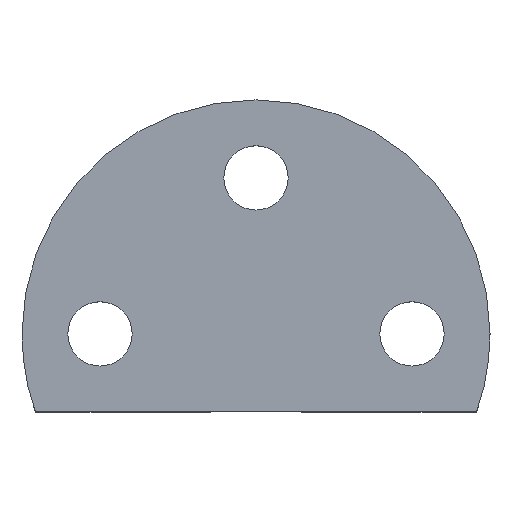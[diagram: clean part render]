
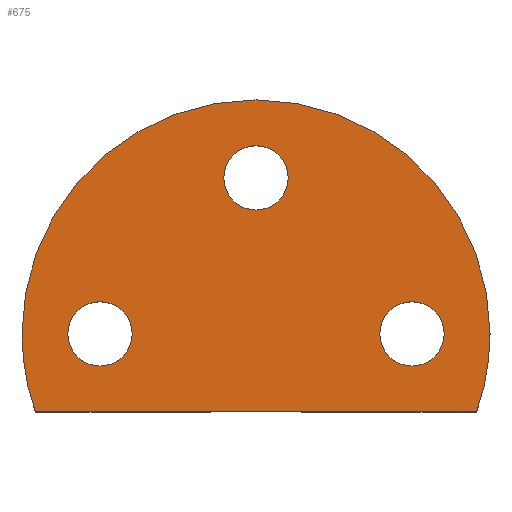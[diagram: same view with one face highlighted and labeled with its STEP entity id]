
A CAD part, top view. The second image highlights one B-rep face of the part: STEP entity #675.
In plain terms, the highlighted planar face has unit normal (0, 0, 1).
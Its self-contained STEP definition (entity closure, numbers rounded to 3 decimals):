
#487=VERTEX_POINT('',#1391);
#505=VERTEX_POINT('',#1412);
#551=EDGE_CURVE('',#505,#871,#1466,.T.);
#561=VERTEX_POINT('',#1476);
#573=VERTEX_POINT('',#1489);
#575=VERTEX_POINT('',#1491);
#617=EDGE_CURVE('',#487,#561,#1534,.T.);
#675=ADVANCED_FACE('',(#1601,#1602,#1603,#1604),#1605,.T.);
#691=VERTEX_POINT('',#1622);
#699=VERTEX_POINT('',#1630);
#775=EDGE_CURVE('',#573,#691,#1710,.T.);
#785=EDGE_CURVE('',#1245,#861,#1720,.T.);
#815=EDGE_CURVE('',#691,#573,#1751,.T.);
#861=VERTEX_POINT('',#1804);
#871=VERTEX_POINT('',#1816);
#1173=EDGE_CURVE('',#871,#861,#2162,.T.);
#1205=EDGE_CURVE('',#1245,#505,#2201,.T.);
#1245=VERTEX_POINT('',#2246);
#1255=EDGE_CURVE('',#561,#487,#2256,.T.);
#1263=EDGE_CURVE('',#699,#575,#2266,.T.);
#1271=EDGE_CURVE('',#575,#699,#2274,.T.);
#1391=CARTESIAN_POINT('',(3.3,16.0,0.));
#1412=CARTESIAN_POINT('',(-24.0,0.,0.));
#1466=CIRCLE('',#2516,24.0);
#1476=CARTESIAN_POINT('',(-3.3,16.0,0.));
#1489=CARTESIAN_POINT('',(-12.7,0.0,0.));
#1491=CARTESIAN_POINT('',(12.7,0.,0.));
#1534=CIRCLE('',#2616,3.3);
#1601=FACE_OUTER_BOUND('',#2726,.T.);
#1602=FACE_BOUND('',#2727,.T.);
#1603=FACE_BOUND('',#2728,.T.);
#1604=FACE_BOUND('',#2729,.T.);
#1605=PLANE('',#2730);
#1622=CARTESIAN_POINT('',(-19.3,0.,0.));
#1630=CARTESIAN_POINT('',(19.3,0.0,0.));
#1710=CIRCLE('',#2942,3.3);
#1720=LINE('',#2959,#2960);
#1751=CIRCLE('',#3011,3.3);
#1804=CARTESIAN_POINT('',(22.627,-8.0,0.));
#1816=CARTESIAN_POINT('',(24.0,0.,0.));
#2162=CIRCLE('',#3773,24.0);
#2201=CIRCLE('',#3831,24.0);
#2246=CARTESIAN_POINT('',(-22.627,-8.0,0.));
#2256=CIRCLE('',#3914,3.3);
#2266=CIRCLE('',#3925,3.3);
#2274=CIRCLE('',#3946,3.3);
#2516=AXIS2_PLACEMENT_3D('',#4220,#4221,#4222);
#2616=AXIS2_PLACEMENT_3D('',#4274,#4275,#4276);
#2726=EDGE_LOOP('',(#4385,#4386,#4387,#4388));
#2727=EDGE_LOOP('',(#4389,#4390));
#2728=EDGE_LOOP('',(#4391,#4392));
#2729=EDGE_LOOP('',(#4393,#4394));
#2730=AXIS2_PLACEMENT_3D('',#4395,#4396,#4397);
#2942=AXIS2_PLACEMENT_3D('',#4478,#4479,#4480);
#2959=CARTESIAN_POINT('',(5.314,-8.0,0.));
#2960=VECTOR('',#4484,1.0);
#3011=AXIS2_PLACEMENT_3D('',#4510,#4511,#4512);
#3773=AXIS2_PLACEMENT_3D('',#5012,#5013,#5014);
#3831=AXIS2_PLACEMENT_3D('',#5071,#5072,#5073);
#3914=AXIS2_PLACEMENT_3D('',#5130,#5131,#5132);
#3925=AXIS2_PLACEMENT_3D('',#5147,#5148,#5149);
#3946=AXIS2_PLACEMENT_3D('',#5151,#5152,#5153);
#4220=CARTESIAN_POINT('',(0.0,0.,0.));
#4221=DIRECTION('',(0.0,0.0,-1.0));
#4222=DIRECTION('',(-1.0,0.,0.0));
#4274=CARTESIAN_POINT('',(0.,16.0,0.));
#4275=DIRECTION('',(0.0,0.0,-1.0));
#4276=DIRECTION('',(1.0,0.0,0.0));
#4385=ORIENTED_EDGE('',*,*,#785,.T.);
#4386=ORIENTED_EDGE('',*,*,#1173,.F.);
#4387=ORIENTED_EDGE('',*,*,#551,.F.);
#4388=ORIENTED_EDGE('',*,*,#1205,.F.);
#4389=ORIENTED_EDGE('',*,*,#1263,.T.);
#4390=ORIENTED_EDGE('',*,*,#1271,.T.);
#4391=ORIENTED_EDGE('',*,*,#617,.T.);
#4392=ORIENTED_EDGE('',*,*,#1255,.T.);
#4393=ORIENTED_EDGE('',*,*,#775,.T.);
#4394=ORIENTED_EDGE('',*,*,#815,.T.);
#4395=CARTESIAN_POINT('',(-12.0,0.,0.));
#4396=DIRECTION('',(0.0,0.0,1.0));
#4397=DIRECTION('',(-1.0,0.,0.0));
#4478=CARTESIAN_POINT('',(-16.0,0.,0.));
#4479=DIRECTION('',(0.0,0.0,-1.0));
#4480=DIRECTION('',(1.0,0.0,0.0));
#4484=DIRECTION('',(1.0,0.,0.0));
#4510=CARTESIAN_POINT('',(-16.0,0.,0.));
#4511=DIRECTION('',(0.0,0.0,-1.0));
#4512=DIRECTION('',(1.0,0.0,0.0));
#5012=CARTESIAN_POINT('',(0.0,0.,0.));
#5013=DIRECTION('',(0.0,0.0,-1.0));
#5014=DIRECTION('',(-1.0,0.,0.0));
#5071=CARTESIAN_POINT('',(0.0,0.,0.));
#5072=DIRECTION('',(0.0,0.0,-1.0));
#5073=DIRECTION('',(-1.0,0.,0.0));
#5130=CARTESIAN_POINT('',(0.,16.0,0.));
#5131=DIRECTION('',(0.0,0.0,-1.0));
#5132=DIRECTION('',(1.0,0.0,0.0));
#5147=CARTESIAN_POINT('',(16.0,0.,0.));
#5148=DIRECTION('',(0.0,0.0,-1.0));
#5149=DIRECTION('',(1.0,0.0,0.0));
#5151=CARTESIAN_POINT('',(16.0,0.,0.));
#5152=DIRECTION('',(0.0,0.0,-1.0));
#5153=DIRECTION('',(1.0,0.0,0.0));
